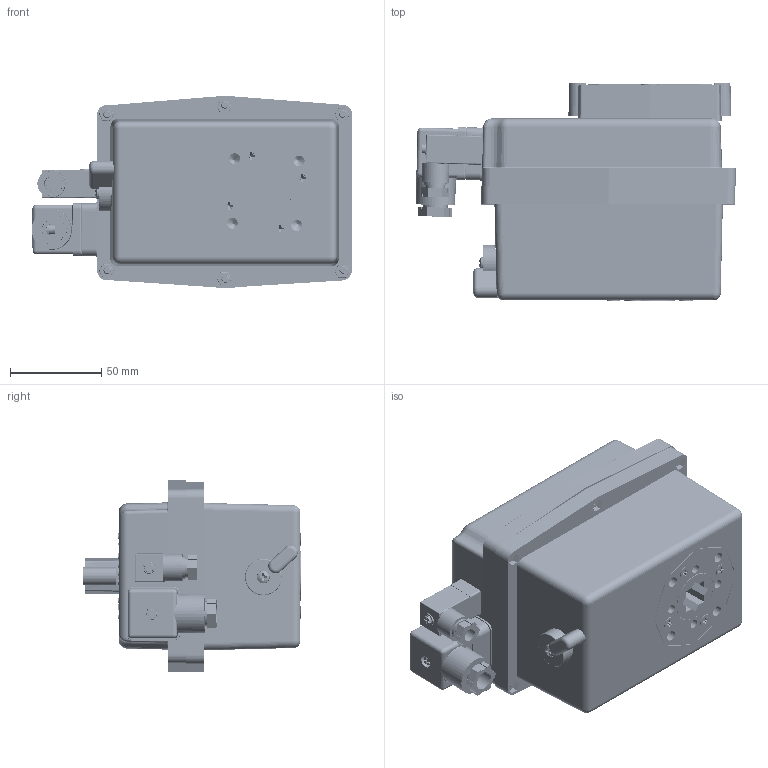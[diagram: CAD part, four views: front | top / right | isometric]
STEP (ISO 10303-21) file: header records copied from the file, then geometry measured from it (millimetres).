
FILE_DESCRIPTION (( 'STEP AP214' ), '1' );
FILE_NAME ('J+J_J2_10 17101.STEP', '2017-10-25T12:36:51', ( '' ), ( '' ), 'SwSTEP 2.0', 'SolidWorks 2016', '' );
FILE_SCHEMA (( 'AUTOMOTIVE_DESIGN' ));
Length unit declared in the file: millimetre
Products named in the file (1): J+J_J2_10 17101
Bounding box: 175.51 x 119.67 x 105.32 mm (x, y, z)
Volume: 358365.1 mm3; surface area: 219834.2 mm2
Topology: 52 solids, 52 shells, 4193 faces, 10128 edges, 6141 vertices
Faces by surface type: cylinder 1195, cone 1194, plane 1144, torus 501, sphere 87, bspline 72
Entity records: 175689 total; most frequent: CARTESIAN_POINT 29547, DIRECTION 22145, ORIENTED_EDGE 20146, EDGE_CURVE 10073, AXIS2_PLACEMENT_3D 8675, VERTEX_POINT 6139, LINE 4795, VECTOR 4795
